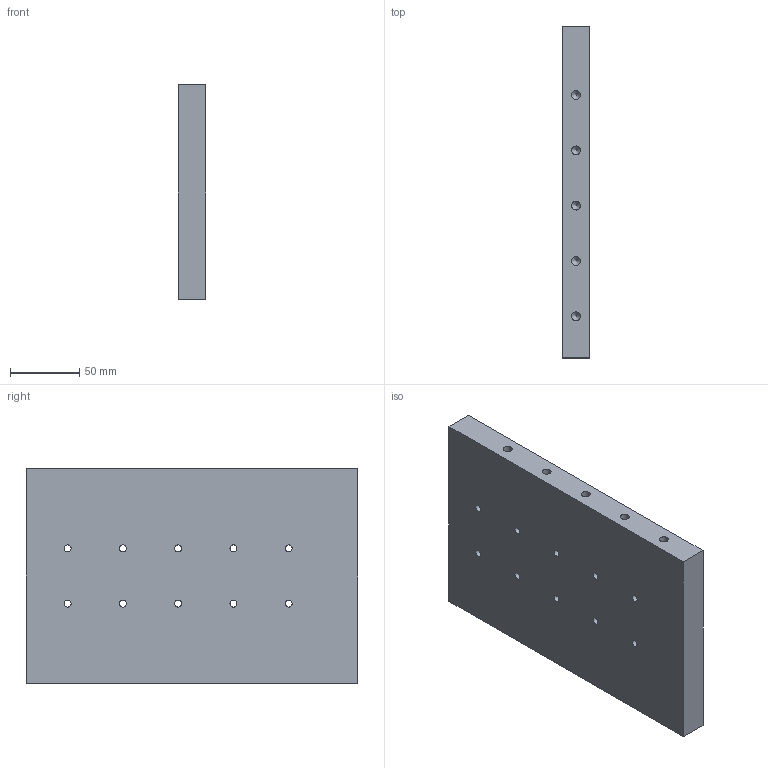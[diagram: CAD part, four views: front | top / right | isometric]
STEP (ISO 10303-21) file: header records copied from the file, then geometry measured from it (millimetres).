
FILE_DESCRIPTION(('FreeCAD Model'),'2;1');
FILE_NAME('Open CASCADE Shape Model','2025-03-24T10:01:52',(''),(''), 'Open CASCADE STEP processor 7.8','FreeCAD','Unknown');
FILE_SCHEMA(('AUTOMOTIVE_DESIGN { 1 0 10303 214 1 1 1 1 }'));
Length unit declared in the file: millimetre
Products named in the file (1): MoldSide
Bounding box: 20 x 240 x 155 mm (x, y, z)
Volume: 728955.6 mm3; surface area: 98299.5 mm2
Topology: 1 solids, 1 shells, 62 faces, 137 edges, 87 vertices
Faces by surface type: cylinder 33, plane 16, cone 13
Full cylindrical faces by diameter (mm): 5 x10, 6.4 x13, 9 x10
Entity records: 3463 total; most frequent: CARTESIAN_POINT 780, DIRECTION 521, LINE 253, VECTOR 253, ORIENTED_EDGE 248, PCURVE 248, DEFINITIONAL_REPRESENTATION 248, AXIS2_PLACEMENT_3D 129
